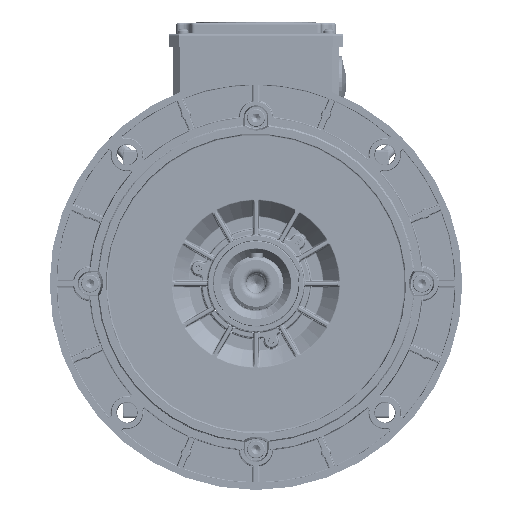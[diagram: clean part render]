
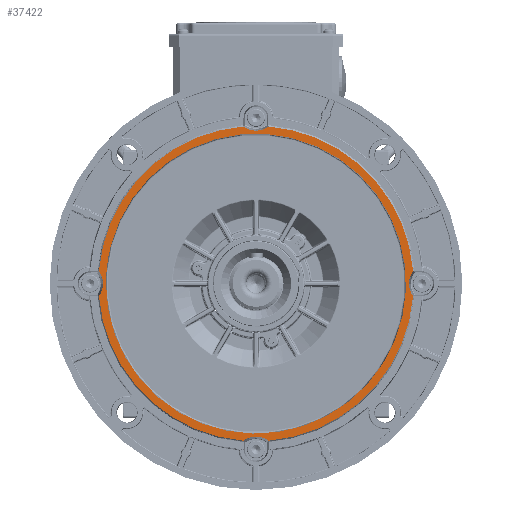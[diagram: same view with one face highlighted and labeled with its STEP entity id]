
A CAD part, top view. The second image highlights one B-rep face of the part: STEP entity #37422.
In plain terms, the highlighted planar face has unit normal (0, 0, 1).
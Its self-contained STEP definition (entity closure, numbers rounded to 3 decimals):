
#37422=ADVANCED_FACE('',(#40623,#40624),#39765,.F.);
#39765=PLANE('',#123481);
#40623=FACE_BOUND('',#46276,.T.);
#40624=FACE_BOUND('',#46277,.T.);
#46276=EDGE_LOOP('',(#71643,#71644,#71645,#71646,#71647,#71648,#71649,#71650,
#71651,#71652,#71653,#71654));
#46277=EDGE_LOOP('',(#71655));
#71643=ORIENTED_EDGE('',*,*,#105068,.F.);
#71644=ORIENTED_EDGE('',*,*,#105069,.T.);
#71645=ORIENTED_EDGE('',*,*,#105070,.F.);
#71646=ORIENTED_EDGE('',*,*,#105071,.F.);
#71647=ORIENTED_EDGE('',*,*,#105072,.T.);
#71648=ORIENTED_EDGE('',*,*,#105073,.F.);
#71649=ORIENTED_EDGE('',*,*,#105074,.F.);
#71650=ORIENTED_EDGE('',*,*,#105075,.T.);
#71651=ORIENTED_EDGE('',*,*,#105076,.F.);
#71652=ORIENTED_EDGE('',*,*,#105077,.F.);
#71653=ORIENTED_EDGE('',*,*,#105078,.T.);
#71654=ORIENTED_EDGE('',*,*,#105079,.F.);
#71655=ORIENTED_EDGE('',*,*,#105080,.F.);
#87193=VERTEX_POINT('',#211844);
#87194=VERTEX_POINT('',#211845);
#87195=VERTEX_POINT('',#211847);
#87196=VERTEX_POINT('',#211849);
#87197=VERTEX_POINT('',#211851);
#87198=VERTEX_POINT('',#211853);
#87199=VERTEX_POINT('',#211855);
#87200=VERTEX_POINT('',#211857);
#87201=VERTEX_POINT('',#211859);
#87202=VERTEX_POINT('',#211861);
#87203=VERTEX_POINT('',#211863);
#87204=VERTEX_POINT('',#211865);
#87205=VERTEX_POINT('',#211868);
#105068=EDGE_CURVE('',#87193,#87194,#112725,.T.);
#105069=EDGE_CURVE('',#87193,#87195,#112726,.T.);
#105070=EDGE_CURVE('',#87196,#87195,#112727,.T.);
#105071=EDGE_CURVE('',#87197,#87196,#112728,.T.);
#105072=EDGE_CURVE('',#87197,#87198,#112729,.T.);
#105073=EDGE_CURVE('',#87199,#87198,#112730,.T.);
#105074=EDGE_CURVE('',#87200,#87199,#112731,.T.);
#105075=EDGE_CURVE('',#87200,#87201,#112732,.T.);
#105076=EDGE_CURVE('',#87202,#87201,#112733,.T.);
#105077=EDGE_CURVE('',#87203,#87202,#112734,.T.);
#105078=EDGE_CURVE('',#87203,#87204,#112735,.T.);
#105079=EDGE_CURVE('',#87194,#87204,#112736,.T.);
#105080=EDGE_CURVE('',#87205,#87205,#112737,.T.);
#112725=CIRCLE('',#123468,16.363);
#112726=CIRCLE('',#123469,114.5);
#112727=CIRCLE('',#123470,15.356);
#112728=CIRCLE('',#123471,16.363);
#112729=CIRCLE('',#123472,114.5);
#112730=CIRCLE('',#123473,15.356);
#112731=CIRCLE('',#123474,16.363);
#112732=CIRCLE('',#123475,114.5);
#112733=CIRCLE('',#123476,15.356);
#112734=CIRCLE('',#123477,16.363);
#112735=CIRCLE('',#123478,114.5);
#112736=CIRCLE('',#123479,15.356);
#112737=CIRCLE('',#123480,109.);
#123468=AXIS2_PLACEMENT_3D('',#211843,#151243,#151244);
#123469=AXIS2_PLACEMENT_3D('',#211846,#151245,#151246);
#123470=AXIS2_PLACEMENT_3D('',#211848,#151247,#151248);
#123471=AXIS2_PLACEMENT_3D('',#211850,#151249,#151250);
#123472=AXIS2_PLACEMENT_3D('',#211852,#151251,#151252);
#123473=AXIS2_PLACEMENT_3D('',#211854,#151253,#151254);
#123474=AXIS2_PLACEMENT_3D('',#211856,#151255,#151256);
#123475=AXIS2_PLACEMENT_3D('',#211858,#151257,#151258);
#123476=AXIS2_PLACEMENT_3D('',#211860,#151259,#151260);
#123477=AXIS2_PLACEMENT_3D('',#211862,#151261,#151262);
#123478=AXIS2_PLACEMENT_3D('',#211864,#151263,#151264);
#123479=AXIS2_PLACEMENT_3D('',#211866,#151265,#151266);
#123480=AXIS2_PLACEMENT_3D('',#211867,#151267,#151268);
#123481=AXIS2_PLACEMENT_3D('',#211869,#151269,#151270);
#151243=DIRECTION('',(0.,0.,1.));
#151244=DIRECTION('',(-1.,0.,0.));
#151245=DIRECTION('',(0.,0.,1.));
#151246=DIRECTION('',(-1.,0.,0.));
#151247=DIRECTION('',(0.,0.,1.));
#151248=DIRECTION('',(-1.,0.,0.));
#151249=DIRECTION('',(0.,0.,1.));
#151250=DIRECTION('',(-1.,0.,0.));
#151251=DIRECTION('',(0.,0.,1.));
#151252=DIRECTION('',(-1.,0.,0.));
#151253=DIRECTION('',(0.,0.,1.));
#151254=DIRECTION('',(-1.,0.,0.));
#151255=DIRECTION('',(0.,0.,1.));
#151256=DIRECTION('',(-1.,0.,0.));
#151257=DIRECTION('',(0.,0.,1.));
#151258=DIRECTION('',(-1.,0.,0.));
#151259=DIRECTION('',(0.,0.,1.));
#151260=DIRECTION('',(-1.,0.,0.));
#151261=DIRECTION('',(0.,0.,1.));
#151262=DIRECTION('',(-1.,0.,0.));
#151263=DIRECTION('',(0.,0.,1.));
#151264=DIRECTION('',(-1.,0.,0.));
#151265=DIRECTION('',(0.,0.,1.));
#151266=DIRECTION('',(-1.,0.,0.));
#151267=DIRECTION('',(0.,0.,1.));
#151268=DIRECTION('',(-1.,0.,0.));
#151269=DIRECTION('',(0.,0.,-1.));
#151270=DIRECTION('',(-1.,0.,0.));
#211843=CARTESIAN_POINT('',(260.298,127.496,364.5));
#211844=CARTESIAN_POINT('',(250.854,114.134,364.5));
#211845=CARTESIAN_POINT('',(259.986,111.136,364.5));
#211846=CARTESIAN_POINT('',(260.,0.,364.5));
#211847=CARTESIAN_POINT('',(145.864,9.118,364.5));
#211848=CARTESIAN_POINT('',(133.507,0.,364.5));
#211849=CARTESIAN_POINT('',(148.864,-0.014,364.5));
#211850=CARTESIAN_POINT('',(132.504,0.298,364.5));
#211851=CARTESIAN_POINT('',(145.866,-9.146,364.5));
#211852=CARTESIAN_POINT('',(260.,0.,364.5));
#211853=CARTESIAN_POINT('',(250.882,-114.136,364.5));
#211854=CARTESIAN_POINT('',(260.,-126.493,364.5));
#211855=CARTESIAN_POINT('',(260.014,-111.136,364.5));
#211856=CARTESIAN_POINT('',(259.702,-127.496,364.5));
#211857=CARTESIAN_POINT('',(269.146,-114.134,364.5));
#211858=CARTESIAN_POINT('',(260.,0.,364.5));
#211859=CARTESIAN_POINT('',(374.136,-9.118,364.5));
#211860=CARTESIAN_POINT('',(386.493,0.,364.5));
#211861=CARTESIAN_POINT('',(371.136,0.014,364.5));
#211862=CARTESIAN_POINT('',(387.496,-0.298,364.5));
#211863=CARTESIAN_POINT('',(374.134,9.146,364.5));
#211864=CARTESIAN_POINT('',(260.,0.,364.5));
#211865=CARTESIAN_POINT('',(269.118,114.136,364.5));
#211866=CARTESIAN_POINT('',(260.,126.493,364.5));
#211867=CARTESIAN_POINT('',(260.,0.,364.5));
#211868=CARTESIAN_POINT('',(151.,0.,364.5));
#211869=CARTESIAN_POINT('',(260.,0.,364.5));
